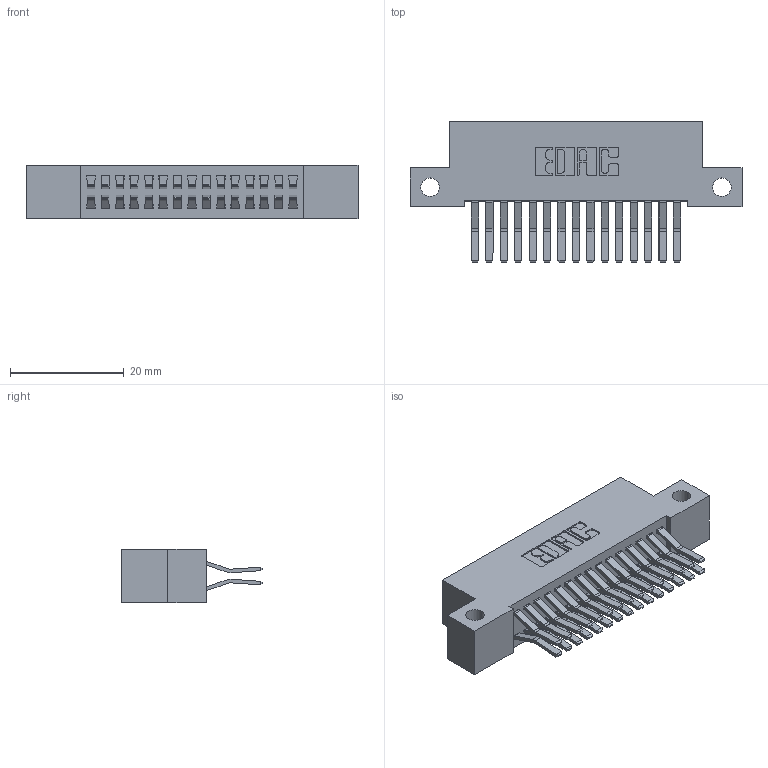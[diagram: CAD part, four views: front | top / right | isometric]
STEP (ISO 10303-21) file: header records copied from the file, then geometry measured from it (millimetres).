
FILE_DESCRIPTION (( 'STEP AP203' ), '1' );
FILE_NAME ('342-030-560-212.STEP', '2018-08-11T16:01:00', ( '' ), ( '' ), 'SwSTEP 2.0', 'SolidWorks 2016', '' );
FILE_SCHEMA (( 'CONFIG_CONTROL_DESIGN' ));
Length unit declared in the file: inch
Products named in the file (3): 342 Part_Side Mount; 345-292-001_560 Tail; 342-030-560-212
Assembly tree (31 placements, depth 2):
  342-030-560-212
    342 Part_Side Mount
    345-292-001_560 Tail  x30
Bounding box: 58.42 x 24.78 x 9.4 mm (x, y, z)
Volume: 5244.3 mm3; surface area: 8183.6 mm2
Topology: 31 solids, 31 shells, 1730 faces, 5129 edges, 3378 vertices
Faces by surface type: plane 1146, cylinder 584
Entity records: 13101 total; most frequent: CARTESIAN_POINT 2202, ORIENTED_EDGE 2138, DIRECTION 1933, EDGE_CURVE 1069, LINE 937, VECTOR 937, VERTEX_POINT 710, AXIS2_PLACEMENT_3D 498
